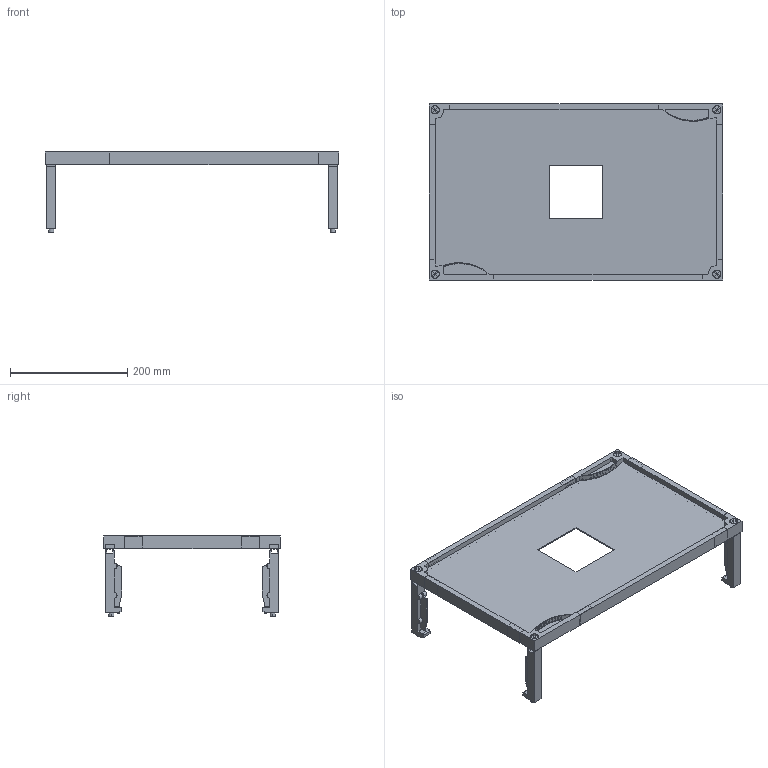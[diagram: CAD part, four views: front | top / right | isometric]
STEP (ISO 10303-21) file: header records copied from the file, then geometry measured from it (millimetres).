
FILE_DESCRIPTION(('STEP AP214'),'1');
FILE_NAME('cctmp_DC93F7F3-CF50-4893-908C-94B4B58462D5_2023_07_22_14_13_04_0461..stp','2023-07-22T12:13:05',('SIEMENS A&D'),('CADClick - www.CADClick.com'),'Spatial InterOp 3D postprocessed',' ','unknown authorization');
FILE_SCHEMA(('AUTOMOTIVE_DESIGN'));
Length unit declared in the file: millimetre
Products named in the file (18): cc_unnamed; 2023_07_22_14_13_04_0421; 2023_07_22_14_13_04_0417; 2023_07_22_14_13_04_0413; 2023_07_22_14_13_04_0409; 2023_07_22_14_13_04_0405; 2023_07_22_14_13_04_0401; 2023_07_22_14_13_04_0397; 2023_07_22_14_13_04_0393; 2023_07_22_14_13_04_0389; 2023_07_22_14_13_04_0385; 2023_07_22_14_13_04_0381; 2023_07_22_14_13_04_0378; 2023_07_22_14_13_04_0374; 2023_07_22_14_13_04_0370; 2023_07_22_14_13_04_0366; 2023_07_22_14_13_04_0362; 2023_07_22_14_13_04_0358
Assembly tree (17 placements, depth 2):
  cc_unnamed
    2023_07_22_14_13_04_0421
    2023_07_22_14_13_04_0417
    2023_07_22_14_13_04_0413
    2023_07_22_14_13_04_0409
    2023_07_22_14_13_04_0405
    2023_07_22_14_13_04_0401
    2023_07_22_14_13_04_0397
    2023_07_22_14_13_04_0393
    2023_07_22_14_13_04_0389
    2023_07_22_14_13_04_0385
    2023_07_22_14_13_04_0381
    2023_07_22_14_13_04_0378
    2023_07_22_14_13_04_0374
    2023_07_22_14_13_04_0370
    2023_07_22_14_13_04_0366
    2023_07_22_14_13_04_0362
    2023_07_22_14_13_04_0358
Bounding box: 500 x 300 x 137.23 mm (x, y, z)
Volume: 815003.4 mm3; surface area: 475377.8 mm2
Topology: 17 solids, 17 shells, 742 faces, 1986 edges, 1308 vertices
Faces by surface type: plane 554, cylinder 164, torus 16, cone 8
Entity records: 25701 total; most frequent: CARTESIAN_POINT 4142, ORIENTED_EDGE 3972, DIRECTION 3850, EDGE_CURVE 1986, LINE 1594, VECTOR 1594, VERTEX_POINT 1308, AXIS2_PLACEMENT_3D 1128
